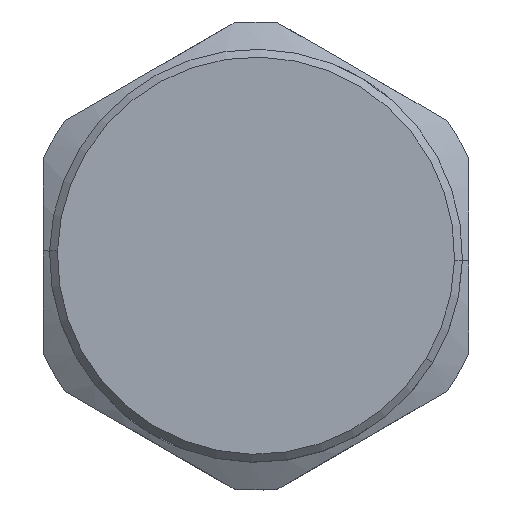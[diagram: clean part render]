
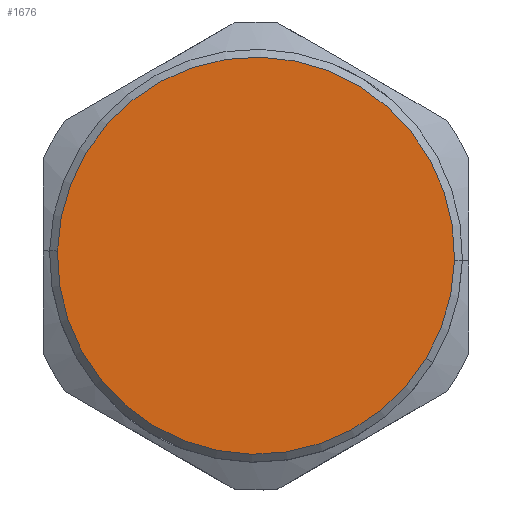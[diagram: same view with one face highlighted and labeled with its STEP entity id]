
A CAD part, top view. The second image highlights one B-rep face of the part: STEP entity #1676.
In plain terms, the highlighted planar face has unit normal (0, 0, 1).
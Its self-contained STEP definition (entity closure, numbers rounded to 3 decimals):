
#1470=AXIS2_PLACEMENT_3D('Circle Axis2P3D',#1468,#1469,$) ;
#1488=AXIS2_PLACEMENT_3D('Circle Axis2P3D',#1486,#1487,$) ;
#1589=AXIS2_PLACEMENT_3D('Circle Axis2P3D',#1587,#1588,$) ;
#1669=AXIS2_PLACEMENT_3D('Plane Axis2P3D',#1666,#1667,#1668) ;
#1458=CARTESIAN_POINT('Vertex',(24.288,8.34,22.)) ;
#1465=CARTESIAN_POINT('Vertex',(26.096,14.553,22.)) ;
#1468=CARTESIAN_POINT('Axis2P3D Location',(13.5,14.85,22.)) ;
#1486=CARTESIAN_POINT('Axis2P3D Location',(13.5,14.85,22.)) ;
#1490=CARTESIAN_POINT('Vertex',(0.904,15.147,22.)) ;
#1587=CARTESIAN_POINT('Axis2P3D Location',(13.5,14.85,22.)) ;
#1666=CARTESIAN_POINT('Axis2P3D Location',(24.845,8.3,22.)) ;
#1469=DIRECTION('Axis2P3D Direction',(0.,0.,-1.)) ;
#1487=DIRECTION('Axis2P3D Direction',(0.,0.,-1.)) ;
#1588=DIRECTION('Axis2P3D Direction',(0.,0.,-1.)) ;
#1667=DIRECTION('Axis2P3D Direction',(0.,0.,1.)) ;
#1668=DIRECTION('Axis2P3D XDirection',(-0.866,0.5,0.)) ;
#1672=ORIENTED_EDGE('',*,*,#1492,.T.) ;
#1673=ORIENTED_EDGE('',*,*,#1472,.T.) ;
#1674=ORIENTED_EDGE('',*,*,#1591,.T.) ;
#1676=ADVANCED_FACE('Hauptk\X2\00F6\X0\rper',(#1675),#1670,.T.) ;
#1471=CIRCLE('generated circle',#1470,12.6) ;
#1489=CIRCLE('generated circle',#1488,12.6) ;
#1590=CIRCLE('generated circle',#1589,12.6) ;
#1472=EDGE_CURVE('',#1459,#1466,#1471,.F.) ;
#1492=EDGE_CURVE('',#1491,#1459,#1489,.F.) ;
#1591=EDGE_CURVE('',#1466,#1491,#1590,.F.) ;
#1671=EDGE_LOOP('',(#1672,#1673,#1674)) ;
#1675=FACE_OUTER_BOUND('',#1671,.T.) ;
#1670=PLANE('',#1669) ;
#1459=VERTEX_POINT('',#1458) ;
#1466=VERTEX_POINT('',#1465) ;
#1491=VERTEX_POINT('',#1490) ;
